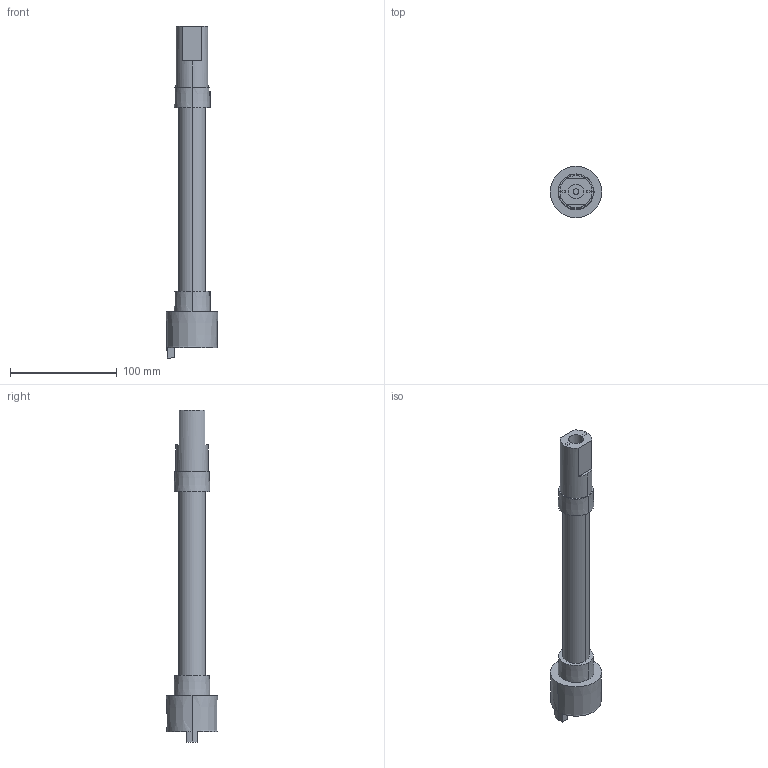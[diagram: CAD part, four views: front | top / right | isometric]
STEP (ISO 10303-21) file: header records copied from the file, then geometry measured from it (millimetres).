
FILE_DESCRIPTION(('STEP AP214'),'1');
FILE_NAME('cctmp_45812DB9-2DCE-4E50-AC3E-A07A90F91D2D_2022_10_31_14_37_00_0703..stp','2022-10-31T13:37:00',('Praher Valves GmbH'),('CADClick - www.CADClick.com'),'Spatial InterOp 3D',' ','unknown authorization');
FILE_SCHEMA(('AUTOMOTIVE_DESIGN'));
Length unit declared in the file: millimetre
Products named in the file (1): 125429
Bounding box: 48.19 x 48.19 x 311.2 mm (x, y, z)
Volume: 111011.7 mm3; surface area: 54765.2 mm2
Topology: 1 solids, 1 shells, 66 faces, 154 edges, 101 vertices
Faces by surface type: plane 33, cylinder 17, cone 16
Entity records: 2473 total; most frequent: DIRECTION 351, CARTESIAN_POINT 348, ORIENTED_EDGE 308, EDGE_CURVE 154, AXIS2_PLACEMENT_3D 136, VERTEX_POINT 101, LINE 79, VECTOR 79
